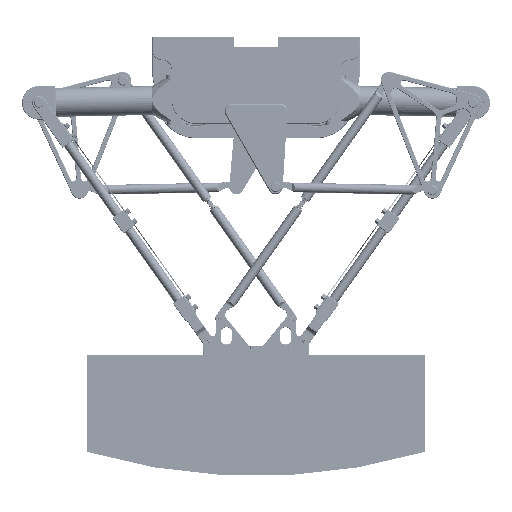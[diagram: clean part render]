
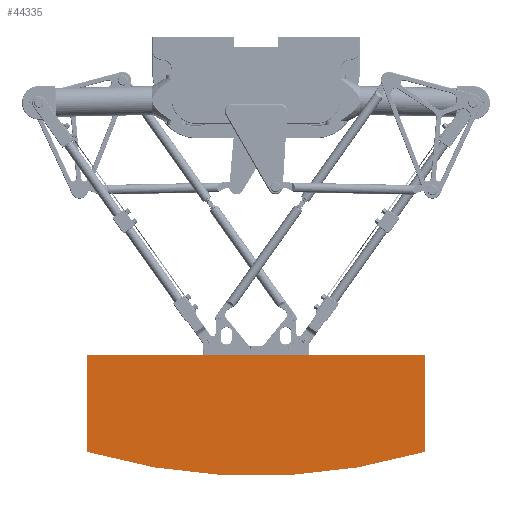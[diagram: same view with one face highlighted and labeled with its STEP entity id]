
A CAD part, front view. The second image highlights one B-rep face of the part: STEP entity #44335.
In plain terms, the highlighted face is planar.
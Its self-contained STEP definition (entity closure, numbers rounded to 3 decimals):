
#5022=FACE_OUTER_BOUND('',#7882,.T.);
#7882=EDGE_LOOP('',(#30936,#30937,#30938,#30939));
#11752=CIRCLE('',#47437,1250.);
#13937=LINE('',#66109,#17423);
#13940=LINE('',#66114,#17426);
#13942=LINE('',#66118,#17428);
#17423=VECTOR('',#52502,10.);
#17426=VECTOR('',#52507,10.);
#17428=VECTOR('',#52511,10.);
#20910=VERTEX_POINT('',#66107);
#20911=VERTEX_POINT('',#66108);
#20912=VERTEX_POINT('',#66113);
#20913=VERTEX_POINT('',#66117);
#24940=EDGE_CURVE('',#20910,#20911,#13937,.T.);
#24943=EDGE_CURVE('',#20911,#20912,#13940,.T.);
#24945=EDGE_CURVE('',#20912,#20913,#13942,.T.);
#24947=EDGE_CURVE('',#20913,#20910,#11752,.T.);
#30936=ORIENTED_EDGE('',*,*,#24940,.F.);
#30937=ORIENTED_EDGE('',*,*,#24947,.F.);
#30938=ORIENTED_EDGE('',*,*,#24945,.F.);
#30939=ORIENTED_EDGE('',*,*,#24943,.F.);
#42880=PLANE('',#47438);
#44335=ADVANCED_FACE('',(#5022),#42880,.T.);
#47437=AXIS2_PLACEMENT_3D('',#66121,#52515,#52516);
#47438=AXIS2_PLACEMENT_3D('',#66122,#52517,#52518);
#52502=DIRECTION('',(0.,-1.,0.));
#52507=DIRECTION('',(-1.,0.,0.));
#52511=DIRECTION('',(0.,1.,0.));
#52515=DIRECTION('center_axis',(0.,0.,-1.));
#52516=DIRECTION('ref_axis',(-0.28,-0.96,0.));
#52517=DIRECTION('center_axis',(0.,0.,1.));
#52518=DIRECTION('ref_axis',(1.,0.,0.));
#66107=CARTESIAN_POINT('',(350.,100.,0.5));
#66108=CARTESIAN_POINT('',(350.,-100.,0.5));
#66109=CARTESIAN_POINT('',(350.,100.,0.5));
#66113=CARTESIAN_POINT('',(-350.,-100.,0.5));
#66114=CARTESIAN_POINT('',(350.,-100.,0.5));
#66117=CARTESIAN_POINT('',(-350.,100.,0.5));
#66118=CARTESIAN_POINT('',(-350.,-100.,0.5));
#66121=CARTESIAN_POINT('Origin',(0.,-1100.,0.5));
#66122=CARTESIAN_POINT('Origin',(0.,12.272,0.5));
